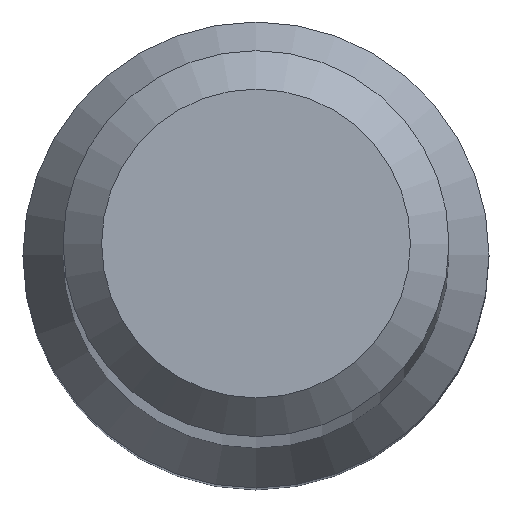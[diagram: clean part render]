
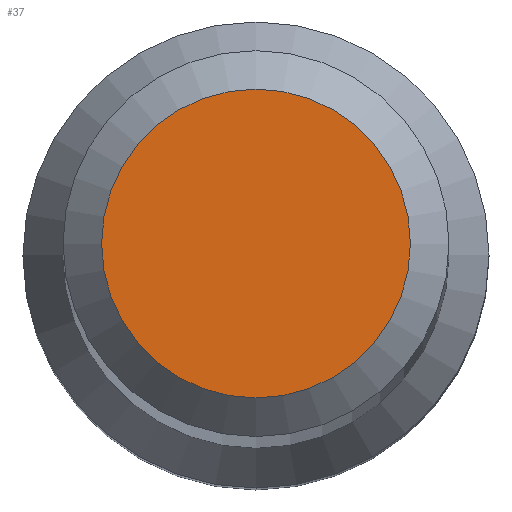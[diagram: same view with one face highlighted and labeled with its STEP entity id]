
A CAD part, top view. The second image highlights one B-rep face of the part: STEP entity #37.
In plain terms, the highlighted planar face has unit normal (0, 0, 1).
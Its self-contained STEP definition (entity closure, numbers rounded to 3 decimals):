
#1 = DIRECTION ( 'NONE',  ( 0., 1., 0. ) ) ;
#23 = DIRECTION ( 'NONE',  ( 0., 0., -1. ) ) ;
#24 = CARTESIAN_POINT ( 'NONE',  ( 0., 1.6, 80. ) ) ;
#33 = PLANE ( 'NONE',  #133 ) ;
#37 = ADVANCED_FACE ( 'NONE', ( #48 ), #33, .F. ) ;
#43 = ORIENTED_EDGE ( 'NONE', *, *, #235, .F. ) ;
#48 = FACE_OUTER_BOUND ( 'NONE', #174, .T. ) ;
#53 = VERTEX_POINT ( 'NONE', #24 ) ;
#70 = DIRECTION ( 'NONE',  ( 0., 1., 0. ) ) ;
#106 = CIRCLE ( 'NONE', #152, 1.6 ) ;
#133 = AXIS2_PLACEMENT_3D ( 'NONE', #237, #162, #70 ) ;
#152 = AXIS2_PLACEMENT_3D ( 'NONE', #153, #23, #1 ) ;
#153 = CARTESIAN_POINT ( 'NONE',  ( 0., 0., 80. ) ) ;
#162 = DIRECTION ( 'NONE',  ( 0., 0., -1. ) ) ;
#174 = EDGE_LOOP ( 'NONE', ( #43 ) ) ;
#235 = EDGE_CURVE ( 'NONE', #53, #53, #106, .T. ) ;
#237 = CARTESIAN_POINT ( 'NONE',  ( 0., 0., 80. ) ) ;
